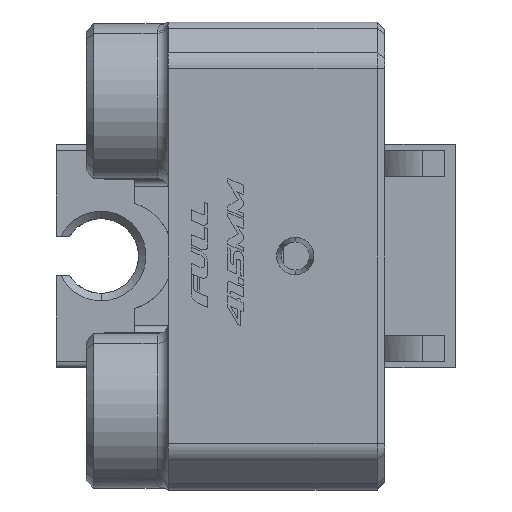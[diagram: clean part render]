
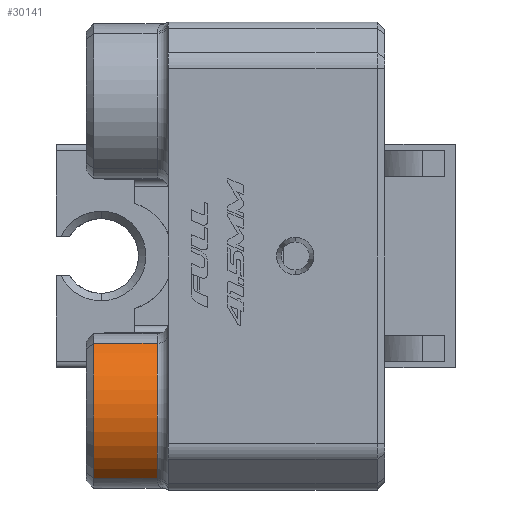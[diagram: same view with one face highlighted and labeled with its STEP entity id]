
A CAD part, left-side view. The second image highlights one B-rep face of the part: STEP entity #30141.
In plain terms, the highlighted cylindrical face has radius 11.109 mm (diameter 22.217 mm), a partial arc.
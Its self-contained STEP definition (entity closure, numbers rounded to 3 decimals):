
#76 = EDGE_CURVE ( 'NONE', #40772, #32316, #17933, .T. ) ;
#244 = CARTESIAN_POINT ( 'NONE',  ( -11.073, 37., -29.807 ) ) ;
#412 = VECTOR ( 'NONE', #23405, 1000. ) ;
#459 = DIRECTION ( 'NONE',  ( 0., 0., 1. ) ) ;
#3270 = CYLINDRICAL_SURFACE ( 'NONE', #24217, 11.109 ) ;
#3765 = DIRECTION ( 'NONE',  ( 0., 0., 1. ) ) ;
#4850 = CARTESIAN_POINT ( 'NONE',  ( -11.073, 38., -11.693 ) ) ;
#5554 = CARTESIAN_POINT ( 'NONE',  ( -4.641, 38., -20.75 ) ) ;
#6146 = EDGE_CURVE ( 'NONE', #32316, #36825, #7524, .T. ) ;
#7524 = LINE ( 'NONE', #4850, #39824 ) ;
#8900 = ORIENTED_EDGE ( 'NONE', *, *, #76, .T. ) ;
#9275 = AXIS2_PLACEMENT_3D ( 'NONE', #35072, #19395, #3765 ) ;
#10858 = CARTESIAN_POINT ( 'NONE',  ( -11.073, 38., -29.807 ) ) ;
#11401 = CARTESIAN_POINT ( 'NONE',  ( -11.073, 28.5, -11.693 ) ) ;
#14263 = CARTESIAN_POINT ( 'NONE',  ( -11.073, 37., -11.693 ) ) ;
#15033 = DIRECTION ( 'NONE',  ( 0., -1., 0. ) ) ;
#16515 = DIRECTION ( 'NONE',  ( 0., 1., 0. ) ) ;
#16994 = DIRECTION ( 'NONE',  ( 0., 1., 0. ) ) ;
#17292 = AXIS2_PLACEMENT_3D ( 'NONE', #29479, #16515, #459 ) ;
#17933 = CIRCLE ( 'NONE', #17292, 11.109 ) ;
#18584 = CARTESIAN_POINT ( 'NONE',  ( -11.073, 28.5, -29.807 ) ) ;
#19395 = DIRECTION ( 'NONE',  ( 0., -1., 0. ) ) ;
#21794 = EDGE_CURVE ( 'NONE', #26797, #40772, #38904, .T. ) ;
#23405 = DIRECTION ( 'NONE',  ( 0., -1., 0. ) ) ;
#24217 = AXIS2_PLACEMENT_3D ( 'NONE', #5554, #15033, #24885 ) ;
#24885 = DIRECTION ( 'NONE',  ( 0., 0., -1. ) ) ;
#26797 = VERTEX_POINT ( 'NONE', #244 ) ;
#29479 = CARTESIAN_POINT ( 'NONE',  ( -4.641, 28.5, -20.75 ) ) ;
#30141 = ADVANCED_FACE ( 'NONE', ( #40574 ), #3270, .T. ) ;
#30304 = ORIENTED_EDGE ( 'NONE', *, *, #6146, .T. ) ;
#32316 = VERTEX_POINT ( 'NONE', #11401 ) ;
#33447 = EDGE_CURVE ( 'NONE', #36825, #26797, #34917, .T. ) ;
#34452 = EDGE_LOOP ( 'NONE', ( #30304, #40303, #36730, #8900 ) ) ;
#34917 = CIRCLE ( 'NONE', #9275, 11.109 ) ;
#35072 = CARTESIAN_POINT ( 'NONE',  ( -4.641, 37., -20.75 ) ) ;
#36730 = ORIENTED_EDGE ( 'NONE', *, *, #21794, .T. ) ;
#36825 = VERTEX_POINT ( 'NONE', #14263 ) ;
#38904 = LINE ( 'NONE', #10858, #412 ) ;
#39824 = VECTOR ( 'NONE', #16994, 1000. ) ;
#40303 = ORIENTED_EDGE ( 'NONE', *, *, #33447, .T. ) ;
#40574 = FACE_OUTER_BOUND ( 'NONE', #34452, .T. ) ;
#40772 = VERTEX_POINT ( 'NONE', #18584 ) ;
